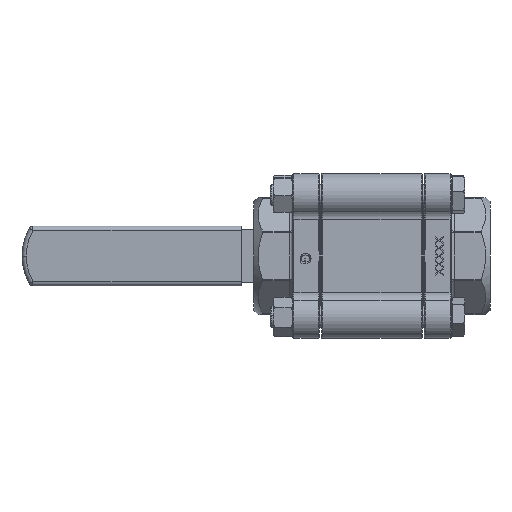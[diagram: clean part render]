
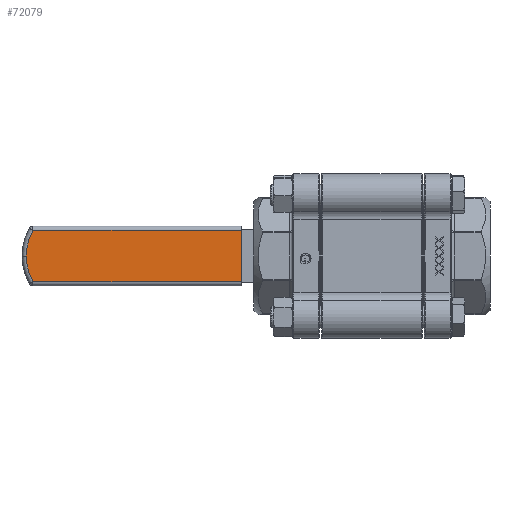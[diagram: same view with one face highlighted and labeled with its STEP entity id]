
A CAD part, front view. The second image highlights one B-rep face of the part: STEP entity #72079.
In plain terms, the highlighted planar face has unit normal (0, -1, 0).
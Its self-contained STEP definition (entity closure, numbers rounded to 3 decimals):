
#876 = VERTEX_POINT ( 'NONE', #18052 ) ;
#1608 = CARTESIAN_POINT ( 'NONE',  ( -138., 92.971, 0. ) ) ;
#3210 = DIRECTION ( 'NONE',  ( -1., 0., 0. ) ) ;
#5230 = CIRCLE ( 'NONE', #20248, 24.5 ) ;
#7415 = EDGE_CURVE ( 'NONE', #62085, #12351, #79897, .T. ) ;
#7900 = DIRECTION ( 'NONE',  ( -1., 0., 0. ) ) ;
#8592 = VERTEX_POINT ( 'NONE', #16476 ) ;
#8998 = CIRCLE ( 'NONE', #77057, 24.5 ) ;
#9034 = EDGE_CURVE ( 'NONE', #12351, #81091, #22190, .T. ) ;
#12351 = VERTEX_POINT ( 'NONE', #19178 ) ;
#12603 = DIRECTION ( 'NONE',  ( 0., 0., 1. ) ) ;
#13063 = ORIENTED_EDGE ( 'NONE', *, *, #20809, .T. ) ;
#16476 = CARTESIAN_POINT ( 'NONE',  ( -159.36, 92.971, -12. ) ) ;
#18052 = CARTESIAN_POINT ( 'NONE',  ( -162.5, 92.971, 0. ) ) ;
#19178 = CARTESIAN_POINT ( 'NONE',  ( -61.5, 92.971, 12. ) ) ;
#20248 = AXIS2_PLACEMENT_3D ( 'NONE', #1608, #45545, #7900 ) ;
#20605 = DIRECTION ( 'NONE',  ( 0., 1., 0. ) ) ;
#20809 = EDGE_CURVE ( 'NONE', #876, #8592, #8998, .T. ) ;
#22190 = LINE ( 'NONE', #78633, #55625 ) ;
#23372 = ORIENTED_EDGE ( 'NONE', *, *, #42927, .T. ) ;
#29590 = CARTESIAN_POINT ( 'NONE',  ( -138., 92.971, 0. ) ) ;
#30380 = VECTOR ( 'NONE', #57737, 1000. ) ;
#32457 = CARTESIAN_POINT ( 'NONE',  ( -61.5, 92.971, -12. ) ) ;
#35927 = DIRECTION ( 'NONE',  ( -1., 0., 0. ) ) ;
#37170 = ORIENTED_EDGE ( 'NONE', *, *, #78578, .T. ) ;
#37563 = CARTESIAN_POINT ( 'NONE',  ( -61.5, 92.971, -12. ) ) ;
#37845 = CARTESIAN_POINT ( 'NONE',  ( -159.36, 92.971, 12. ) ) ;
#40922 = ORIENTED_EDGE ( 'NONE', *, *, #9034, .T. ) ;
#42927 = EDGE_CURVE ( 'NONE', #8592, #62085, #63828, .T. ) ;
#43954 = CARTESIAN_POINT ( 'NONE',  ( -61.5, 92.971, -14. ) ) ;
#45545 = DIRECTION ( 'NONE',  ( 0., -1., 0. ) ) ;
#55625 = VECTOR ( 'NONE', #3210, 1000. ) ;
#56041 = AXIS2_PLACEMENT_3D ( 'NONE', #58267, #20605, #64630 ) ;
#57737 = DIRECTION ( 'NONE',  ( 1., 0., 0. ) ) ;
#58267 = CARTESIAN_POINT ( 'NONE',  ( -138., 92.971, 0. ) ) ;
#60659 = EDGE_LOOP ( 'NONE', ( #74198, #40922, #37170, #13063, #23372 ) ) ;
#62085 = VERTEX_POINT ( 'NONE', #37563 ) ;
#63069 = VECTOR ( 'NONE', #12603, 1000. ) ;
#63828 = LINE ( 'NONE', #32457, #30380 ) ;
#64355 = PLANE ( 'NONE',  #56041 ) ;
#64630 = DIRECTION ( 'NONE',  ( -1., 0., 0. ) ) ;
#72079 = ADVANCED_FACE ( 'NONE', ( #72253 ), #64355, .F. ) ;
#72253 = FACE_OUTER_BOUND ( 'NONE', #60659, .T. ) ;
#73689 = DIRECTION ( 'NONE',  ( 0., -1., 0. ) ) ;
#74198 = ORIENTED_EDGE ( 'NONE', *, *, #7415, .T. ) ;
#77057 = AXIS2_PLACEMENT_3D ( 'NONE', #29590, #73689, #35927 ) ;
#78578 = EDGE_CURVE ( 'NONE', #81091, #876, #5230, .T. ) ;
#78633 = CARTESIAN_POINT ( 'NONE',  ( -160.5, 92.971, 12. ) ) ;
#79897 = LINE ( 'NONE', #43954, #63069 ) ;
#81091 = VERTEX_POINT ( 'NONE', #37845 ) ;
